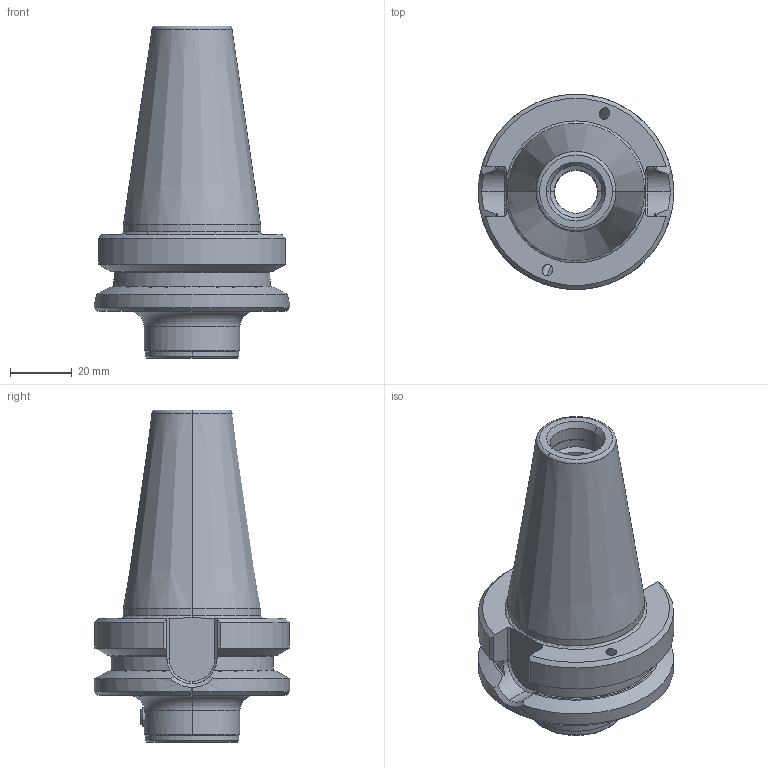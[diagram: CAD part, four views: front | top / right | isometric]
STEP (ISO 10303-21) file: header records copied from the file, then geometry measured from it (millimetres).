
FILE_DESCRIPTION(('no description'),'unknown implementation level');
FILE_NAME('3B118F68-3276-49D6-84BE-73477F43A532_export.stp',' ',('CIMSOURCE GmbH'),('CADClick - KiM GmbH - www.kimweb.de'),'unknown preprocess','ACIS','unknown authorization');
FILE_SCHEMA(('automotive_design'));
Length unit declared in the file: millimetre
Products named in the file (2): 323.738 Kaiser SK40 BTBD X CK3 X 50B|323.738 Kaiser SK40 BTBD X CK3 X 50B_Standard;NONE; 323.738 Kaiser SK40 BTBD X CK3 X 50B|690.433 Kaiser ETL M6 X 8,5 CK3_Standard;NONE
Bounding box: 63.3 x 63.3 x 107.6 mm (x, y, z)
Volume: 126561.3 mm3; surface area: 26048.4 mm2
Topology: 2 solids, 2 shells, 188 faces, 465 edges, 282 vertices
Faces by surface type: cylinder 69, plane 56, cone 48, torus 10, bspline 5
Entity records: 11698 total; most frequent: CARTESIAN_POINT 2033, DIRECTION 957, STYLED_ITEM 929, PRESENTATION_STYLE_ASSIGNMENT 929, COLOUR_RGB 929, ORIENTED_EDGE 918, EDGE_CURVE 459, CURVE_STYLE 459
